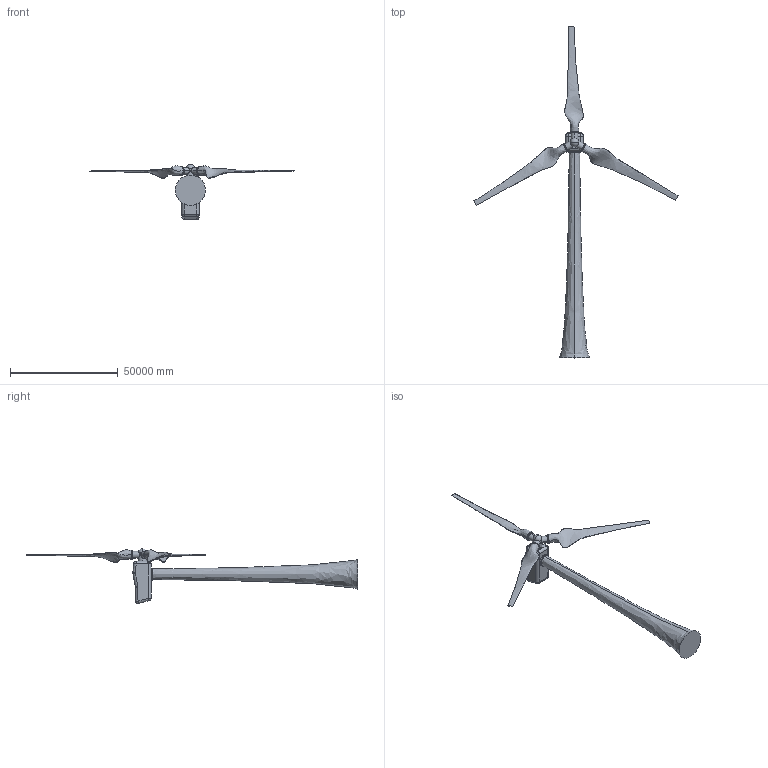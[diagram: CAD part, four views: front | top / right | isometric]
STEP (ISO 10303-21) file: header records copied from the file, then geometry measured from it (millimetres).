
FILE_DESCRIPTION (( 'STEP AP203' ), '1' );
FILE_NAME ('Rotor.step', '2022-07-12T13:39:08', ( '' ), ( '' ), 'SwSTEP 2.0', 'SolidWorks 2021', '' );
FILE_SCHEMA (( 'CONFIG_CONTROL_DESIGN' ));
Length unit declared in the file: millimetre
Products named in the file (4): Nabe; Rotorblatt; Rotor; Nacelle_config
Assembly tree (5 placements, depth 2):
  Rotor
    Nabe
    Rotorblatt  x3
    Nacelle_config
Bounding box: 94686.42 x 153999.67 x 25636.13 mm (x, y, z)
Volume: 6053223199843.1 mm3; surface area: 4744532714.4 mm2
Topology: 5 solids, 5 shells, 87 faces, 189 edges, 108 vertices
Faces by surface type: cylinder 39, plane 22, sphere 13, bspline 11, torus 2
Entity records: 4949 total; most frequent: CARTESIAN_POINT 2796, DIRECTION 387, ORIENTED_EDGE 330, EDGE_CURVE 165, AXIS2_PLACEMENT_3D 164, VERTEX_POINT 97, EDGE_LOOP 84, CIRCLE 82
